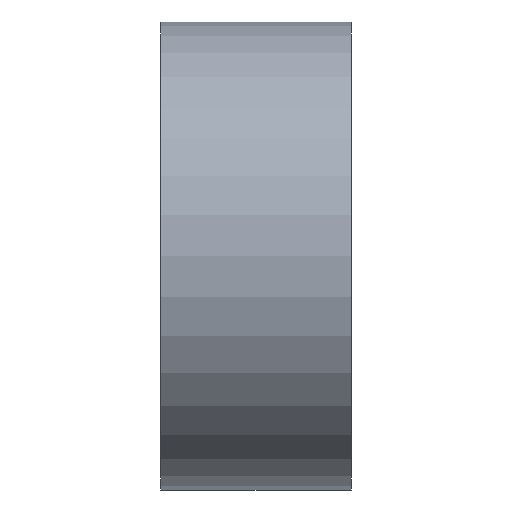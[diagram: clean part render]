
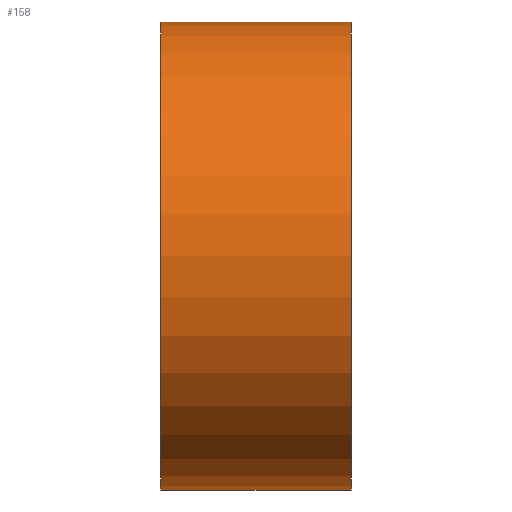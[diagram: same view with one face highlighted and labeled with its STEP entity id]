
A CAD part, left-side view. The second image highlights one B-rep face of the part: STEP entity #158.
In plain terms, the highlighted cylindrical face has radius 8 mm (diameter 16 mm), a partial arc.
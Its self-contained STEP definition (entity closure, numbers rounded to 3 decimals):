
#2 = ORIENTED_EDGE ( 'NONE', *, *, #154, .T. ) ;
#4 = DIRECTION ( 'NONE',  ( 0., -1., 0. ) ) ;
#6 = EDGE_CURVE ( 'NONE', #18, #131, #14, .T. ) ;
#9 = CARTESIAN_POINT ( 'NONE',  ( 0., 6.5, 8. ) ) ;
#14 = CIRCLE ( 'NONE', #164, 8. ) ;
#18 = VERTEX_POINT ( 'NONE', #149 ) ;
#20 = DIRECTION ( 'NONE',  ( 0., -1., 0. ) ) ;
#21 = CARTESIAN_POINT ( 'NONE',  ( 0., 6.5, 0. ) ) ;
#22 = DIRECTION ( 'NONE',  ( 0., 1., 0. ) ) ;
#32 = DIRECTION ( 'NONE',  ( 0., 0., -1. ) ) ;
#41 = DIRECTION ( 'NONE',  ( 0., 0., 1. ) ) ;
#46 = LINE ( 'NONE', #161, #181 ) ;
#51 = CYLINDRICAL_SURFACE ( 'NONE', #83, 8. ) ;
#59 = VERTEX_POINT ( 'NONE', #173 ) ;
#65 = DIRECTION ( 'NONE',  ( 0., -1., 0. ) ) ;
#67 = ORIENTED_EDGE ( 'NONE', *, *, #6, .T. ) ;
#76 = CARTESIAN_POINT ( 'NONE',  ( 0., 0., 8. ) ) ;
#83 = AXIS2_PLACEMENT_3D ( 'NONE', #179, #65, #32 ) ;
#95 = ORIENTED_EDGE ( 'NONE', *, *, #199, .F. ) ;
#103 = DIRECTION ( 'NONE',  ( 0., 0., 1. ) ) ;
#113 = DIRECTION ( 'NONE',  ( 0., 1., 0. ) ) ;
#116 = FACE_OUTER_BOUND ( 'NONE', #137, .T. ) ;
#117 = CARTESIAN_POINT ( 'NONE',  ( 0., 6.5, 8. ) ) ;
#131 = VERTEX_POINT ( 'NONE', #76 ) ;
#137 = EDGE_LOOP ( 'NONE', ( #95, #202, #2, #67 ) ) ;
#142 = CARTESIAN_POINT ( 'NONE',  ( 0., 0., 0. ) ) ;
#146 = LINE ( 'NONE', #117, #187 ) ;
#147 = CIRCLE ( 'NONE', #203, 8. ) ;
#149 = CARTESIAN_POINT ( 'NONE',  ( 0., 0., -8. ) ) ;
#154 = EDGE_CURVE ( 'NONE', #59, #18, #46, .T. ) ;
#158 = ADVANCED_FACE ( 'NONE', ( #116 ), #51, .T. ) ;
#161 = CARTESIAN_POINT ( 'NONE',  ( 0., 6.5, -8. ) ) ;
#164 = AXIS2_PLACEMENT_3D ( 'NONE', #142, #22, #103 ) ;
#173 = CARTESIAN_POINT ( 'NONE',  ( 0., 6.5, -8. ) ) ;
#174 = EDGE_CURVE ( 'NONE', #59, #190, #147, .T. ) ;
#179 = CARTESIAN_POINT ( 'NONE',  ( 0., 6.5, 0. ) ) ;
#181 = VECTOR ( 'NONE', #4, 1000. ) ;
#187 = VECTOR ( 'NONE', #20, 1000. ) ;
#190 = VERTEX_POINT ( 'NONE', #9 ) ;
#199 = EDGE_CURVE ( 'NONE', #190, #131, #146, .T. ) ;
#202 = ORIENTED_EDGE ( 'NONE', *, *, #174, .F. ) ;
#203 = AXIS2_PLACEMENT_3D ( 'NONE', #21, #113, #41 ) ;
